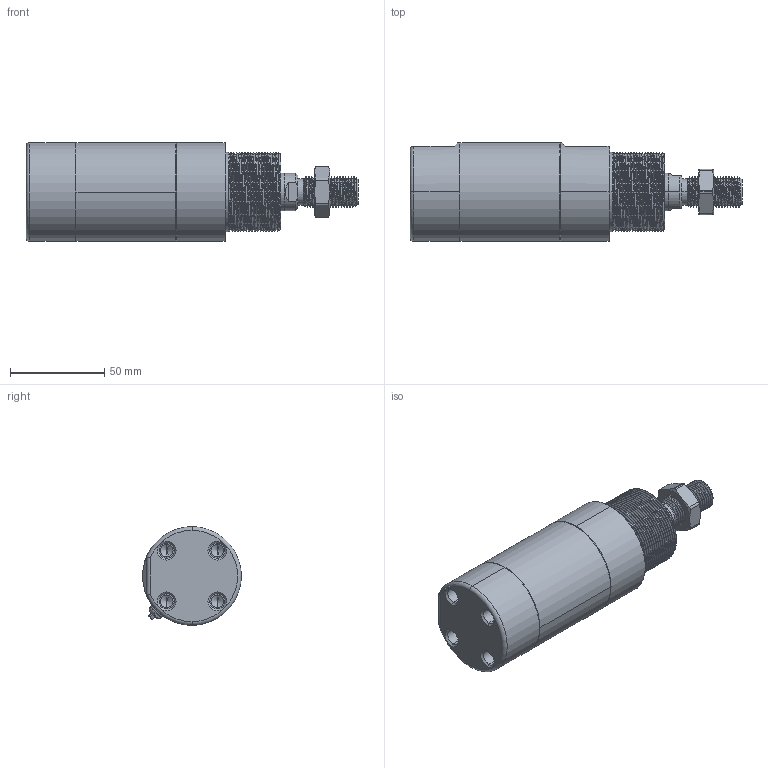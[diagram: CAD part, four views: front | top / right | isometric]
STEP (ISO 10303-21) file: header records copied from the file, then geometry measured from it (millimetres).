
FILE_DESCRIPTION (( 'STEP AP214' ), '1' );
FILE_NAME ('U050 0000 0926.STEP', '2021-05-05T08:10:31', ( '' ), ( '' ), 'SwSTEP 2.0', 'SolidWorks 2019', '' );
FILE_SCHEMA (( 'AUTOMOTIVE_DESIGN' ));
Length unit declared in the file: millimetre
Products named in the file (19): Stempeltætning_E45040N3578; Bremseskrue 16-50; Oring_ORING 47,35 X 1,78; 1050-09; 9036-01; U050 0000 0926; 9050-35-R_1050-35-0; 1050-26; 9037-01-1; Stempelstangsmøtrik_U1905930; Magnet_9350; Afstryger (32-125)_407287; Leje_PAP2010P11; Oring_ORING 02,9 X 1,2; Bolt-DIN912_M12x40; Bremsepakning_PP2533N3589; 9020-34_9020-34-0; 9050-36JB2
Assembly tree (25 placements, depth 3):
  U050 0000 0926
    1050-09
    1050-26
    9020-34_9020-34-0
    9050-35-R_1050-35-0
    Bremseskrue 16-50
      9036-01
      9037-01-1
      Oring_ORING 02,9 X 1,2
    Bremseskrue 16-50
      9036-01
      9037-01-1
      Oring_ORING 02,9 X 1,2
    Afstryger (32-125)_407287
    9050-36JB2  x2
    Leje_PAP2010P11
    Magnet_9350
    Bremsepakning_PP2533N3589  x2
    Stempeltætning_E45040N3578  x2
    Oring_ORING 47,35 X 1,78  x2
    Bolt-DIN912_M12x40
    Stempelstangsmøtrik_U1905930
Bounding box: 176 x 52.4 x 52.4 mm (x, y, z)
Volume: 246059.8 mm3; surface area: 113847 mm2
Topology: 23 solids, 23 shells, 762 faces, 1768 edges, 1095 vertices
Faces by surface type: cylinder 339, plane 180, cone 160, torus 71, bspline 12
Entity records: 35767 total; most frequent: CARTESIAN_POINT 21464, ORIENTED_EDGE 2856, DIRECTION 2838, EDGE_CURVE 1428, AXIS2_PLACEMENT_3D 1168, VERTEX_POINT 894, EDGE_LOOP 694, ADVANCED_FACE 612
